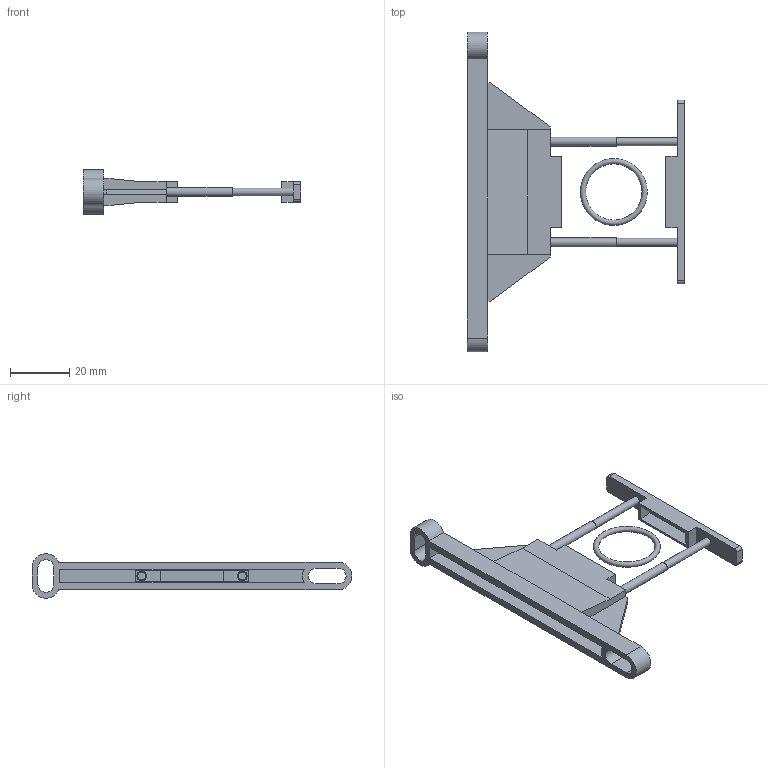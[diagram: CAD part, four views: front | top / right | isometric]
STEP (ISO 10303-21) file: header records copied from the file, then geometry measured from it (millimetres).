
FILE_DESCRIPTION( ( 'STEP AP214' ), ' ' );
FILE_NAME( '99001.0900.stp', '2017-03-08T14:18:13', ( '' ), ( '' ), ' ', 'PARTsolutions', ' ' );
FILE_SCHEMA( ( 'AUTOMOTIVE_DESIGN { 1 0 10303 214 1 1 1 1 }' ) );
Length unit declared in the file: millimetre
Products named in the file (5): 99001.0900; _WK 100-1; _WK 100-3; _WK 100-2; _WK 100-4
Assembly tree (5 placements, depth 2):
  99001.0900
    _WK 100-1
    _WK 100-3  x2
    _WK 100-2
    _WK 100-4
Bounding box: 73.5 x 108 x 14.99 mm (x, y, z)
Volume: 11231.8 mm3; surface area: 12747.6 mm2
Topology: 5 solids, 5 shells, 147 faces, 340 edges, 207 vertices
Faces by surface type: plane 100, cylinder 38, cone 8, torus 1
Full cylindrical faces by diameter (mm): 2.693 x2, 3 x2, 3.2 x2, 3.3 x2, 5.5 x2
Entity records: 4274 total; most frequent: DIRECTION 564, CARTESIAN_POINT 561, ORIENTED_EDGE 530, EDGE_CURVE 265, LINE 208, VECTOR 208, AXIS2_PLACEMENT_3D 178, VERTEX_POINT 175
